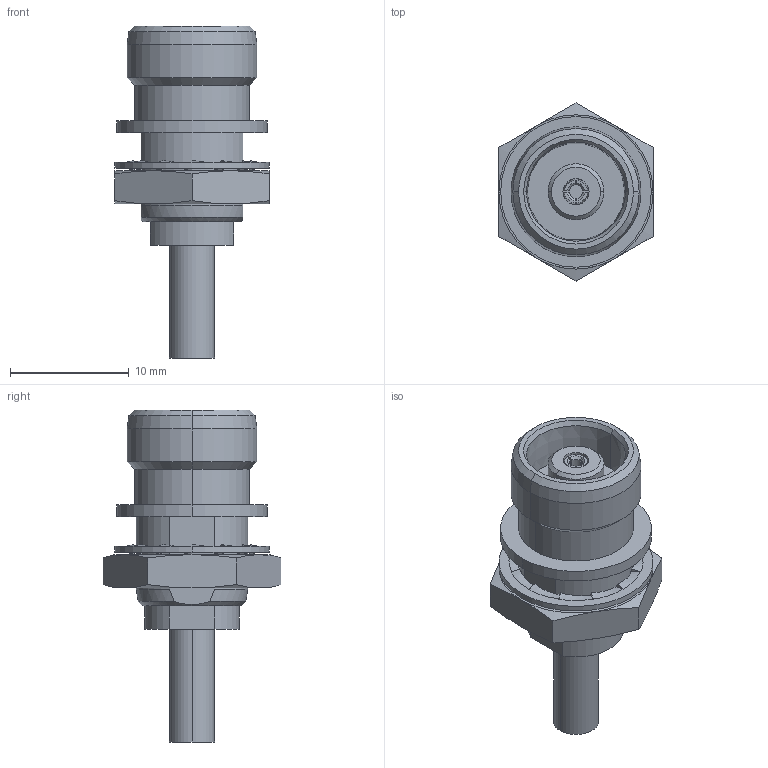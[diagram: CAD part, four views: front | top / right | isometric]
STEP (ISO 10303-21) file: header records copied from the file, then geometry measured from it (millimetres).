
FILE_DESCRIPTION (( 'STEP AP214' ), '1' );
FILE_NAME ('J01011A0023.STEP', '2013-04-22T09:34:30', ( 'Wartung1' ), ( '' ), 'SwSTEP 2.0', 'SolidWorks 2012', '' );
FILE_SCHEMA (( 'AUTOMOTIVE_DESIGN' ));
Length unit declared in the file: millimetre
Products named in the file (1): J01011A0023
Bounding box: 13 x 15.01 x 28 mm (x, y, z)
Volume: 1542.6 mm3; surface area: 1591.5 mm2
Topology: 2 solids, 2 shells, 199 faces, 483 edges, 300 vertices
Faces by surface type: plane 86, cone 40, cylinder 37, bspline 36
Entity records: 8453 total; most frequent: CARTESIAN_POINT 1843, ORIENTED_EDGE 966, DIRECTION 815, EDGE_CURVE 483, VERTEX_POINT 300, AXIS2_PLACEMENT_3D 272, LINE 271, VECTOR 271
